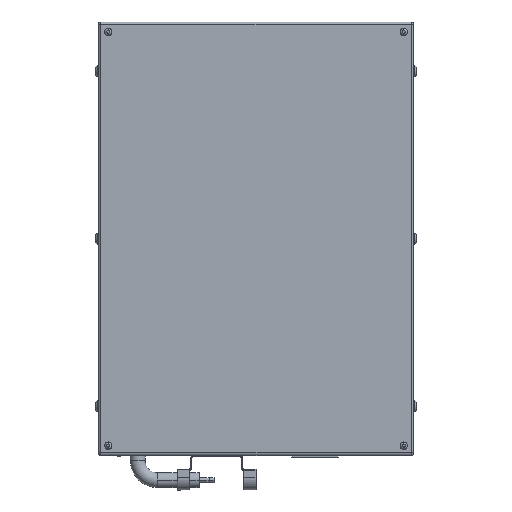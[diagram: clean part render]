
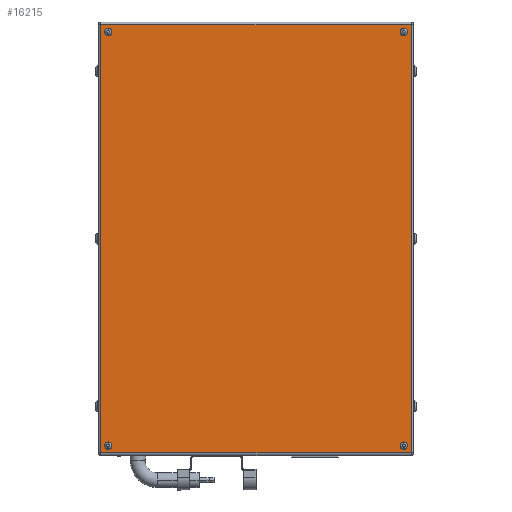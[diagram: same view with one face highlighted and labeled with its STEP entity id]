
A CAD part, front view. The second image highlights one B-rep face of the part: STEP entity #16215.
In plain terms, the highlighted planar face has unit normal (0, -1, 0).
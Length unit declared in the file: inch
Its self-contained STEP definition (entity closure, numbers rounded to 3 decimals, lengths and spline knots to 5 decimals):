
#74 = AXIS2_PLACEMENT_3D ( 'NONE', #6200, #15702, #4643 ) ;
#278 = CARTESIAN_POINT ( 'NONE',  ( 15.734, -10.5, 21.734 ) ) ;
#316 = DIRECTION ( 'NONE',  ( 0., 0., -1. ) ) ;
#391 = DIRECTION ( 'NONE',  ( 0., 0., -1. ) ) ;
#703 = EDGE_LOOP ( 'NONE', ( #10432, #19018 ) ) ;
#1015 = ORIENTED_EDGE ( 'NONE', *, *, #18240, .F. ) ;
#1055 = CARTESIAN_POINT ( 'NONE',  ( -15.734, -10.5, 21.734 ) ) ;
#1541 = ORIENTED_EDGE ( 'NONE', *, *, #2847, .F. ) ;
#1628 = DIRECTION ( 'NONE',  ( 0., 0., -1. ) ) ;
#1714 = DIRECTION ( 'NONE',  ( 0., 0., -1. ) ) ;
#1777 = VERTEX_POINT ( 'NONE', #17717 ) ;
#1970 = DIRECTION ( 'NONE',  ( 0., 0., 1. ) ) ;
#2088 = CARTESIAN_POINT ( 'NONE',  ( -15.734, -10.5, -21.734 ) ) ;
#2134 = DIRECTION ( 'NONE',  ( 0., -1., 0. ) ) ;
#2297 = CIRCLE ( 'NONE', #4907, 0.37402 ) ;
#2598 = EDGE_LOOP ( 'NONE', ( #18222, #14326 ) ) ;
#2616 = EDGE_LOOP ( 'NONE', ( #19340, #5754, #3779, #11994 ) ) ;
#2847 = EDGE_CURVE ( 'NONE', #9863, #4295, #2297, .T. ) ;
#3043 = CIRCLE ( 'NONE', #74, 0.37402 ) ;
#3101 = DIRECTION ( 'NONE',  ( 0., -1., 0. ) ) ;
#3233 = EDGE_CURVE ( 'NONE', #5311, #11654, #9037, .T. ) ;
#3497 = AXIS2_PLACEMENT_3D ( 'NONE', #12450, #3101, #13616 ) ;
#3587 = AXIS2_PLACEMENT_3D ( 'NONE', #6433, #11241, #1714 ) ;
#3665 = DIRECTION ( 'NONE',  ( 0., -1., 0. ) ) ;
#3724 = VERTEX_POINT ( 'NONE', #13748 ) ;
#3779 = ORIENTED_EDGE ( 'NONE', *, *, #16996, .T. ) ;
#3815 = EDGE_CURVE ( 'NONE', #3724, #1777, #7782, .T. ) ;
#4189 = EDGE_CURVE ( 'NONE', #11373, #6154, #8812, .T. ) ;
#4295 = VERTEX_POINT ( 'NONE', #6177 ) ;
#4643 = DIRECTION ( 'NONE',  ( 0., 0., -1. ) ) ;
#4738 = FACE_BOUND ( 'NONE', #14714, .T. ) ;
#4787 = DIRECTION ( 'NONE',  ( 0., -1., 0. ) ) ;
#4907 = AXIS2_PLACEMENT_3D ( 'NONE', #11393, #3665, #7051 ) ;
#5085 = CARTESIAN_POINT ( 'NONE',  ( -15., -10.5, -21.37402 ) ) ;
#5311 = VERTEX_POINT ( 'NONE', #9276 ) ;
#5754 = ORIENTED_EDGE ( 'NONE', *, *, #4189, .T. ) ;
#5873 = VERTEX_POINT ( 'NONE', #15943 ) ;
#6154 = VERTEX_POINT ( 'NONE', #1055 ) ;
#6177 = CARTESIAN_POINT ( 'NONE',  ( -15., -10.5, 20.62598 ) ) ;
#6200 = CARTESIAN_POINT ( 'NONE',  ( 15., -10.5, 21. ) ) ;
#6433 = CARTESIAN_POINT ( 'NONE',  ( 15., -10.5, -21. ) ) ;
#7051 = DIRECTION ( 'NONE',  ( 0., 0., -1. ) ) ;
#7237 = CARTESIAN_POINT ( 'NONE',  ( 15., -10.5, -21. ) ) ;
#7535 = CARTESIAN_POINT ( 'NONE',  ( -15., -10.5, 21.37402 ) ) ;
#7782 = CIRCLE ( 'NONE', #12372, 0.37402 ) ;
#8022 = CARTESIAN_POINT ( 'NONE',  ( 0., -10.5, 0. ) ) ;
#8812 = LINE ( 'NONE', #12015, #9420 ) ;
#9037 = CIRCLE ( 'NONE', #3497, 0.37402 ) ;
#9051 = DIRECTION ( 'NONE',  ( 1., 0., 0. ) ) ;
#9276 = CARTESIAN_POINT ( 'NONE',  ( -15., -10.5, -20.62598 ) ) ;
#9420 = VECTOR ( 'NONE', #11812, 39.37008 ) ;
#9481 = CIRCLE ( 'NONE', #10443, 0.37402 ) ;
#9759 = LINE ( 'NONE', #2088, #17156 ) ;
#9810 = CIRCLE ( 'NONE', #14799, 0.37402 ) ;
#9832 = LINE ( 'NONE', #14331, #17381 ) ;
#9863 = VERTEX_POINT ( 'NONE', #7535 ) ;
#9882 = AXIS2_PLACEMENT_3D ( 'NONE', #7237, #10608, #19756 ) ;
#10390 = VECTOR ( 'NONE', #9051, 39.37008 ) ;
#10432 = ORIENTED_EDGE ( 'NONE', *, *, #3233, .F. ) ;
#10443 = AXIS2_PLACEMENT_3D ( 'NONE', #16260, #2134, #11268 ) ;
#10521 = CIRCLE ( 'NONE', #9882, 0.37402 ) ;
#10608 = DIRECTION ( 'NONE',  ( 0., -1., 0. ) ) ;
#10957 = ORIENTED_EDGE ( 'NONE', *, *, #3815, .F. ) ;
#11019 = CARTESIAN_POINT ( 'NONE',  ( 15., -10.5, -20.62598 ) ) ;
#11078 = DIRECTION ( 'NONE',  ( 0., -1., 0. ) ) ;
#11114 = EDGE_CURVE ( 'NONE', #19981, #11373, #9832, .T. ) ;
#11241 = DIRECTION ( 'NONE',  ( 0., -1., 0. ) ) ;
#11264 = EDGE_LOOP ( 'NONE', ( #10957, #13221 ) ) ;
#11268 = DIRECTION ( 'NONE',  ( 0., 0., -1. ) ) ;
#11373 = VERTEX_POINT ( 'NONE', #278 ) ;
#11393 = CARTESIAN_POINT ( 'NONE',  ( -15., -10.5, 21. ) ) ;
#11654 = VERTEX_POINT ( 'NONE', #5085 ) ;
#11812 = DIRECTION ( 'NONE',  ( -1., 0., 0. ) ) ;
#11994 = ORIENTED_EDGE ( 'NONE', *, *, #12012, .T. ) ;
#12012 = EDGE_CURVE ( 'NONE', #14019, #19981, #14032, .T. ) ;
#12015 = CARTESIAN_POINT ( 'NONE',  ( -15.734, -10.5, 21.734 ) ) ;
#12372 = AXIS2_PLACEMENT_3D ( 'NONE', #14389, #4787, #1628 ) ;
#12449 = FACE_BOUND ( 'NONE', #703, .T. ) ;
#12450 = CARTESIAN_POINT ( 'NONE',  ( -15., -10.5, -21. ) ) ;
#13101 = CIRCLE ( 'NONE', #3587, 0.37402 ) ;
#13221 = ORIENTED_EDGE ( 'NONE', *, *, #14325, .F. ) ;
#13616 = DIRECTION ( 'NONE',  ( 0., 0., -1. ) ) ;
#13748 = CARTESIAN_POINT ( 'NONE',  ( 15., -10.5, 21.37402 ) ) ;
#13902 = CARTESIAN_POINT ( 'NONE',  ( -15.734, -10.5, -21.734 ) ) ;
#14019 = VERTEX_POINT ( 'NONE', #13902 ) ;
#14032 = LINE ( 'NONE', #20137, #10390 ) ;
#14325 = EDGE_CURVE ( 'NONE', #1777, #3724, #3043, .T. ) ;
#14326 = ORIENTED_EDGE ( 'NONE', *, *, #19209, .F. ) ;
#14331 = CARTESIAN_POINT ( 'NONE',  ( 15.734, -10.5, 21.734 ) ) ;
#14389 = CARTESIAN_POINT ( 'NONE',  ( 15., -10.5, 21. ) ) ;
#14418 = CARTESIAN_POINT ( 'NONE',  ( -15., -10.5, -21. ) ) ;
#14546 = EDGE_CURVE ( 'NONE', #15752, #5873, #10521, .T. ) ;
#14714 = EDGE_LOOP ( 'NONE', ( #1541, #1015 ) ) ;
#14799 = AXIS2_PLACEMENT_3D ( 'NONE', #14418, #11078, #391 ) ;
#14951 = AXIS2_PLACEMENT_3D ( 'NONE', #8022, #19398, #17452 ) ;
#15595 = FACE_BOUND ( 'NONE', #11264, .T. ) ;
#15702 = DIRECTION ( 'NONE',  ( 0., -1., 0. ) ) ;
#15752 = VERTEX_POINT ( 'NONE', #11019 ) ;
#15943 = CARTESIAN_POINT ( 'NONE',  ( 15., -10.5, -21.37402 ) ) ;
#16215 = ADVANCED_FACE ( 'NONE', ( #15595, #4738, #17355, #12449, #17039 ), #18683, .T. ) ;
#16260 = CARTESIAN_POINT ( 'NONE',  ( -15., -10.5, 21. ) ) ;
#16601 = EDGE_CURVE ( 'NONE', #11654, #5311, #9810, .T. ) ;
#16996 = EDGE_CURVE ( 'NONE', #6154, #14019, #9759, .T. ) ;
#17039 = FACE_OUTER_BOUND ( 'NONE', #2616, .T. ) ;
#17156 = VECTOR ( 'NONE', #316, 39.37008 ) ;
#17355 = FACE_BOUND ( 'NONE', #2598, .T. ) ;
#17381 = VECTOR ( 'NONE', #1970, 39.37008 ) ;
#17434 = CARTESIAN_POINT ( 'NONE',  ( 15.734, -10.5, -21.734 ) ) ;
#17452 = DIRECTION ( 'NONE',  ( 0., 0., -1. ) ) ;
#17717 = CARTESIAN_POINT ( 'NONE',  ( 15., -10.5, 20.62598 ) ) ;
#18222 = ORIENTED_EDGE ( 'NONE', *, *, #14546, .F. ) ;
#18240 = EDGE_CURVE ( 'NONE', #4295, #9863, #9481, .T. ) ;
#18683 = PLANE ( 'NONE',  #14951 ) ;
#19018 = ORIENTED_EDGE ( 'NONE', *, *, #16601, .F. ) ;
#19209 = EDGE_CURVE ( 'NONE', #5873, #15752, #13101, .T. ) ;
#19340 = ORIENTED_EDGE ( 'NONE', *, *, #11114, .T. ) ;
#19398 = DIRECTION ( 'NONE',  ( 0., -1., 0. ) ) ;
#19756 = DIRECTION ( 'NONE',  ( 0., 0., -1. ) ) ;
#19981 = VERTEX_POINT ( 'NONE', #17434 ) ;
#20137 = CARTESIAN_POINT ( 'NONE',  ( 15.734, -10.5, -21.734 ) ) ;
